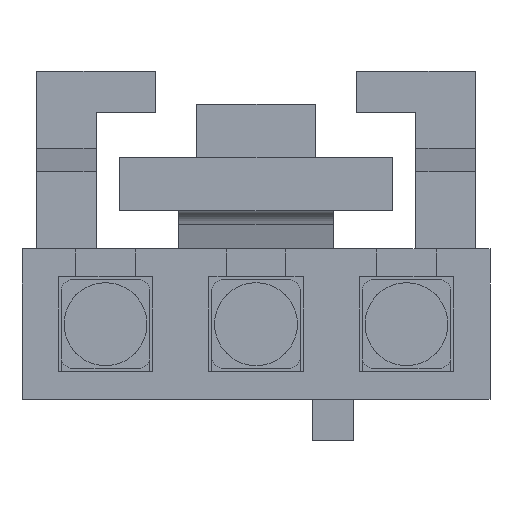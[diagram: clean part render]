
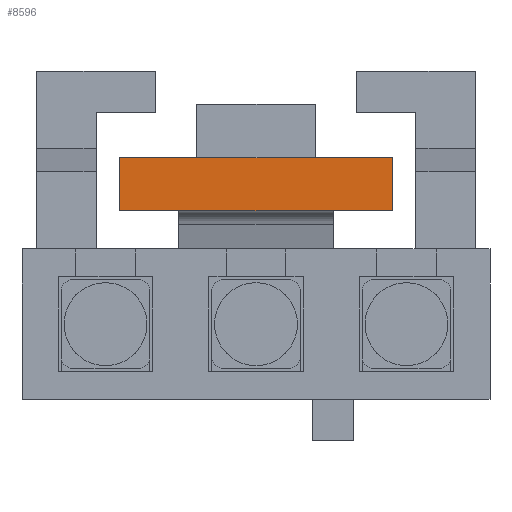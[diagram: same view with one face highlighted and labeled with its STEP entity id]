
A CAD part, left-side view. The second image highlights one B-rep face of the part: STEP entity #8596.
In plain terms, the highlighted planar face has unit normal (-1, 0, 0).
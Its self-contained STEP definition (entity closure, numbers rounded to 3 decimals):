
#5972 = PLANE('',#5973);
#5973 = AXIS2_PLACEMENT_3D('',#5974,#5975,#5976);
#5974 = CARTESIAN_POINT('',(4.7,2.3,1.91));
#5975 = DIRECTION('',(0.,0.,1.));
#5976 = DIRECTION('',(1.,0.,0.));
#6027 = PLANE('',#6028);
#6028 = AXIS2_PLACEMENT_3D('',#6029,#6030,#6031);
#6029 = CARTESIAN_POINT('',(12.827,1.3,2.81));
#6030 = DIRECTION('',(0.,0.,1.));
#6031 = DIRECTION('',(0.,-1.,0.));
#7888 = VERTEX_POINT('',#7889);
#7889 = CARTESIAN_POINT('',(4.7,2.3,2.81));
#7903 = PLANE('',#7904);
#7904 = AXIS2_PLACEMENT_3D('',#7905,#7906,#7907);
#7905 = CARTESIAN_POINT('',(12.656,2.3,1.688));
#7906 = DIRECTION('',(0.,1.,0.));
#7907 = DIRECTION('',(0.,0.,1.));
#7915 = EDGE_CURVE('',#7888,#7916,#7918,.T.);
#7916 = VERTEX_POINT('',#7917);
#7917 = CARTESIAN_POINT('',(4.7,1.,2.81));
#7918 = SURFACE_CURVE('',#7919,(#7923,#7930),.PCURVE_S1.);
#7919 = LINE('',#7920,#7921);
#7920 = CARTESIAN_POINT('',(4.7,2.3,2.81));
#7921 = VECTOR('',#7922,1.);
#7922 = DIRECTION('',(0.,-1.,0.));
#7923 = PCURVE('',#6027,#7924);
#7924 = DEFINITIONAL_REPRESENTATION('',(#7925),#7929);
#7925 = LINE('',#7926,#7927);
#7926 = CARTESIAN_POINT('',(-1.,-8.127));
#7927 = VECTOR('',#7928,1.);
#7928 = DIRECTION('',(1.,0.));
#7929 = ( GEOMETRIC_REPRESENTATION_CONTEXT(2) 
PARAMETRIC_REPRESENTATION_CONTEXT() REPRESENTATION_CONTEXT('2D SPACE',''
  ) );
#7930 = PCURVE('',#7931,#7936);
#7931 = PLANE('',#7932);
#7932 = AXIS2_PLACEMENT_3D('',#7933,#7934,#7935);
#7933 = CARTESIAN_POINT('',(4.7,2.3,2.81));
#7934 = DIRECTION('',(1.,0.,0.));
#7935 = DIRECTION('',(0.,0.,-1.));
#7936 = DEFINITIONAL_REPRESENTATION('',(#7937),#7941);
#7937 = LINE('',#7938,#7939);
#7938 = CARTESIAN_POINT('',(0.,0.));
#7939 = VECTOR('',#7940,1.);
#7940 = DIRECTION('',(0.,-1.));
#7941 = ( GEOMETRIC_REPRESENTATION_CONTEXT(2) 
PARAMETRIC_REPRESENTATION_CONTEXT() REPRESENTATION_CONTEXT('2D SPACE',''
  ) );
#8000 = VERTEX_POINT('',#8001);
#8001 = CARTESIAN_POINT('',(4.7,-1.,2.81));
#8027 = EDGE_CURVE('',#8000,#8028,#8030,.T.);
#8028 = VERTEX_POINT('',#8029);
#8029 = CARTESIAN_POINT('',(4.7,-2.3,2.81));
#8030 = SURFACE_CURVE('',#8031,(#8035,#8042),.PCURVE_S1.);
#8031 = LINE('',#8032,#8033);
#8032 = CARTESIAN_POINT('',(4.7,2.3,2.81));
#8033 = VECTOR('',#8034,1.);
#8034 = DIRECTION('',(0.,-1.,0.));
#8035 = PCURVE('',#6027,#8036);
#8036 = DEFINITIONAL_REPRESENTATION('',(#8037),#8041);
#8037 = LINE('',#8038,#8039);
#8038 = CARTESIAN_POINT('',(-1.,-8.127));
#8039 = VECTOR('',#8040,1.);
#8040 = DIRECTION('',(1.,0.));
#8041 = ( GEOMETRIC_REPRESENTATION_CONTEXT(2) 
PARAMETRIC_REPRESENTATION_CONTEXT() REPRESENTATION_CONTEXT('2D SPACE',''
  ) );
#8042 = PCURVE('',#7931,#8043);
#8043 = DEFINITIONAL_REPRESENTATION('',(#8044),#8048);
#8044 = LINE('',#8045,#8046);
#8045 = CARTESIAN_POINT('',(0.,0.));
#8046 = VECTOR('',#8047,1.);
#8047 = DIRECTION('',(0.,-1.));
#8048 = ( GEOMETRIC_REPRESENTATION_CONTEXT(2) 
PARAMETRIC_REPRESENTATION_CONTEXT() REPRESENTATION_CONTEXT('2D SPACE',''
  ) );
#8066 = PLANE('',#8067);
#8067 = AXIS2_PLACEMENT_3D('',#8068,#8069,#8070);
#8068 = CARTESIAN_POINT('',(9.3,-2.3,2.81));
#8069 = DIRECTION('',(0.,-1.,0.));
#8070 = DIRECTION('',(0.,0.,1.));
#8265 = VERTEX_POINT('',#8266);
#8266 = CARTESIAN_POINT('',(4.7,2.3,1.91));
#8287 = EDGE_CURVE('',#8265,#8288,#8290,.T.);
#8288 = VERTEX_POINT('',#8289);
#8289 = CARTESIAN_POINT('',(4.7,-2.3,1.91));
#8290 = SURFACE_CURVE('',#8291,(#8295,#8302),.PCURVE_S1.);
#8291 = LINE('',#8292,#8293);
#8292 = CARTESIAN_POINT('',(4.7,2.3,1.91));
#8293 = VECTOR('',#8294,1.);
#8294 = DIRECTION('',(0.,-1.,0.));
#8295 = PCURVE('',#5972,#8296);
#8296 = DEFINITIONAL_REPRESENTATION('',(#8297),#8301);
#8297 = LINE('',#8298,#8299);
#8298 = CARTESIAN_POINT('',(0.,0.));
#8299 = VECTOR('',#8300,1.);
#8300 = DIRECTION('',(0.,-1.));
#8301 = ( GEOMETRIC_REPRESENTATION_CONTEXT(2) 
PARAMETRIC_REPRESENTATION_CONTEXT() REPRESENTATION_CONTEXT('2D SPACE',''
  ) );
#8302 = PCURVE('',#7931,#8303);
#8303 = DEFINITIONAL_REPRESENTATION('',(#8304),#8308);
#8304 = LINE('',#8305,#8306);
#8305 = CARTESIAN_POINT('',(0.9,0.));
#8306 = VECTOR('',#8307,1.);
#8307 = DIRECTION('',(0.,-1.));
#8308 = ( GEOMETRIC_REPRESENTATION_CONTEXT(2) 
PARAMETRIC_REPRESENTATION_CONTEXT() REPRESENTATION_CONTEXT('2D SPACE',''
  ) );
#8575 = EDGE_CURVE('',#7888,#8265,#8576,.T.);
#8576 = SURFACE_CURVE('',#8577,(#8581,#8588),.PCURVE_S1.);
#8577 = LINE('',#8578,#8579);
#8578 = CARTESIAN_POINT('',(4.7,2.3,2.81));
#8579 = VECTOR('',#8580,1.);
#8580 = DIRECTION('',(0.,0.,-1.));
#8581 = PCURVE('',#7903,#8582);
#8582 = DEFINITIONAL_REPRESENTATION('',(#8583),#8587);
#8583 = LINE('',#8584,#8585);
#8584 = CARTESIAN_POINT('',(1.122,-7.956));
#8585 = VECTOR('',#8586,1.);
#8586 = DIRECTION('',(-1.,0.));
#8587 = ( GEOMETRIC_REPRESENTATION_CONTEXT(2) 
PARAMETRIC_REPRESENTATION_CONTEXT() REPRESENTATION_CONTEXT('2D SPACE',''
  ) );
#8588 = PCURVE('',#7931,#8589);
#8589 = DEFINITIONAL_REPRESENTATION('',(#8590),#8594);
#8590 = LINE('',#8591,#8592);
#8591 = CARTESIAN_POINT('',(0.,0.));
#8592 = VECTOR('',#8593,1.);
#8593 = DIRECTION('',(1.,0.));
#8594 = ( GEOMETRIC_REPRESENTATION_CONTEXT(2) 
PARAMETRIC_REPRESENTATION_CONTEXT() REPRESENTATION_CONTEXT('2D SPACE',''
  ) );
#8596 = ADVANCED_FACE('',(#8597),#7931,.F.);
#8597 = FACE_BOUND('',#8598,.F.);
#8598 = EDGE_LOOP('',(#8599,#8600,#8626,#8627,#8648,#8649));
#8599 = ORIENTED_EDGE('',*,*,#7915,.T.);
#8600 = ORIENTED_EDGE('',*,*,#8601,.T.);
#8601 = EDGE_CURVE('',#7916,#8000,#8602,.T.);
#8602 = SURFACE_CURVE('',#8603,(#8607,#8614),.PCURVE_S1.);
#8603 = LINE('',#8604,#8605);
#8604 = CARTESIAN_POINT('',(4.7,2.3,2.81));
#8605 = VECTOR('',#8606,1.);
#8606 = DIRECTION('',(0.,-1.,0.));
#8607 = PCURVE('',#7931,#8608);
#8608 = DEFINITIONAL_REPRESENTATION('',(#8609),#8613);
#8609 = LINE('',#8610,#8611);
#8610 = CARTESIAN_POINT('',(0.,0.));
#8611 = VECTOR('',#8612,1.);
#8612 = DIRECTION('',(0.,-1.));
#8613 = ( GEOMETRIC_REPRESENTATION_CONTEXT(2) 
PARAMETRIC_REPRESENTATION_CONTEXT() REPRESENTATION_CONTEXT('2D SPACE',''
  ) );
#8614 = PCURVE('',#8615,#8620);
#8615 = PLANE('',#8616);
#8616 = AXIS2_PLACEMENT_3D('',#8617,#8618,#8619);
#8617 = CARTESIAN_POINT('',(4.271,0.,2.81));
#8618 = DIRECTION('',(0.,0.,-1.));
#8619 = DIRECTION('',(0.,-1.,0.));
#8620 = DEFINITIONAL_REPRESENTATION('',(#8621),#8625);
#8621 = LINE('',#8622,#8623);
#8622 = CARTESIAN_POINT('',(-2.3,-0.429));
#8623 = VECTOR('',#8624,1.);
#8624 = DIRECTION('',(1.,0.));
#8625 = ( GEOMETRIC_REPRESENTATION_CONTEXT(2) 
PARAMETRIC_REPRESENTATION_CONTEXT() REPRESENTATION_CONTEXT('2D SPACE',''
  ) );
#8626 = ORIENTED_EDGE('',*,*,#8027,.T.);
#8627 = ORIENTED_EDGE('',*,*,#8628,.T.);
#8628 = EDGE_CURVE('',#8028,#8288,#8629,.T.);
#8629 = SURFACE_CURVE('',#8630,(#8634,#8641),.PCURVE_S1.);
#8630 = LINE('',#8631,#8632);
#8631 = CARTESIAN_POINT('',(4.7,-2.3,2.81));
#8632 = VECTOR('',#8633,1.);
#8633 = DIRECTION('',(0.,0.,-1.));
#8634 = PCURVE('',#7931,#8635);
#8635 = DEFINITIONAL_REPRESENTATION('',(#8636),#8640);
#8636 = LINE('',#8637,#8638);
#8637 = CARTESIAN_POINT('',(0.,-4.6));
#8638 = VECTOR('',#8639,1.);
#8639 = DIRECTION('',(1.,0.));
#8640 = ( GEOMETRIC_REPRESENTATION_CONTEXT(2) 
PARAMETRIC_REPRESENTATION_CONTEXT() REPRESENTATION_CONTEXT('2D SPACE',''
  ) );
#8641 = PCURVE('',#8066,#8642);
#8642 = DEFINITIONAL_REPRESENTATION('',(#8643),#8647);
#8643 = LINE('',#8644,#8645);
#8644 = CARTESIAN_POINT('',(0.,4.6));
#8645 = VECTOR('',#8646,1.);
#8646 = DIRECTION('',(-1.,0.));
#8647 = ( GEOMETRIC_REPRESENTATION_CONTEXT(2) 
PARAMETRIC_REPRESENTATION_CONTEXT() REPRESENTATION_CONTEXT('2D SPACE',''
  ) );
#8648 = ORIENTED_EDGE('',*,*,#8287,.F.);
#8649 = ORIENTED_EDGE('',*,*,#8575,.F.);
